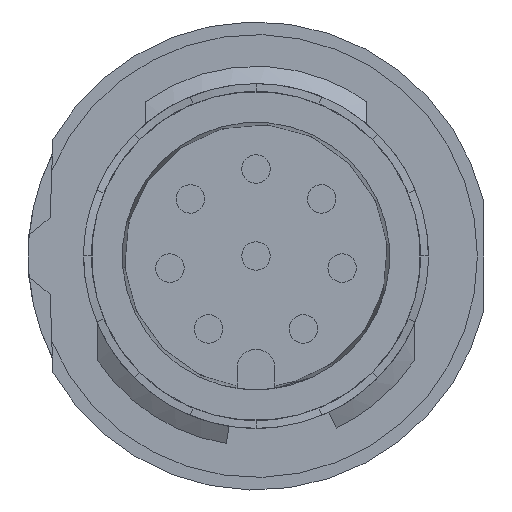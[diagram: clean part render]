
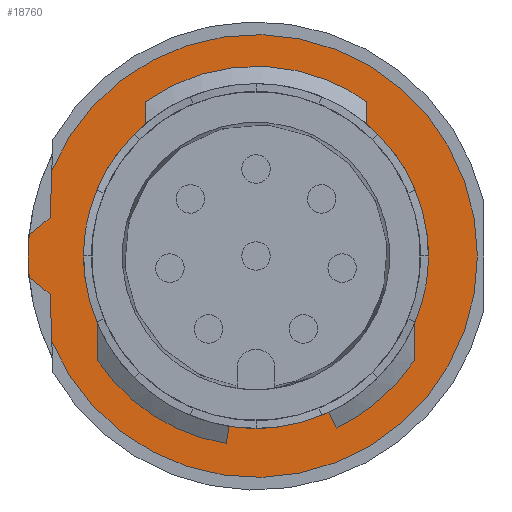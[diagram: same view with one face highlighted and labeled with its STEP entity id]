
A CAD part, left-side view. The second image highlights one B-rep face of the part: STEP entity #18760.
In plain terms, the highlighted planar face has unit normal (-1, 0, 0).
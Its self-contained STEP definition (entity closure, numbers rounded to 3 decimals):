
#5190=CARTESIAN_POINT('',(-37.178,5.264,
1.411));
#5200=VERTEX_POINT('',#5190);
#8260=CARTESIAN_POINT('',(-37.178,-5.264,
-1.411));
#8270=VERTEX_POINT('',#8260);
#8300=CARTESIAN_POINT('',(-37.178,0.,
0.));
#8310=DIRECTION('',(1.,0.,0.));
#8320=DIRECTION('',(0.,0.966,
0.259));
#8330=AXIS2_PLACEMENT_3D('',#8300,#8310,#8320);
#8340=CIRCLE('',#8330,5.45);
#8350=EDGE_CURVE('',#8270,#5200,#8340,.T.);
#18100=CARTESIAN_POINT('',(-37.178,-6.225,
0.));
#18110=DIRECTION('',(-1.,0.,0.));
#18120=DIRECTION('',(0.,0.,-1.));
#18130=AXIS2_PLACEMENT_3D('',#18100,#18110,#18120);
#18140=PLANE('',#18130);
#18150=EDGE_CURVE('',#5200,#8270,#8340,.T.);
#18160=ORIENTED_EDGE('',*,*,#18150,.T.);
#18170=ORIENTED_EDGE('',*,*,#8350,.T.);
#18180=EDGE_LOOP('',(#18170,#18160));
#18190=FACE_BOUND('',#18180,.T.);
#18200=CARTESIAN_POINT('',(-37.178,-6.975,
12.128));
#18210=DIRECTION('',(0.,-0.777,
0.629));
#18220=VECTOR('',#18210,1.);
#18230=LINE('',#18200,#18220);
#18240=CARTESIAN_POINT('',(-37.178,7.168,
0.675));
#18250=VERTEX_POINT('',#18240);
#18260=CARTESIAN_POINT('',(-37.178,6.507,
1.21));
#18270=VERTEX_POINT('',#18260);
#18280=EDGE_CURVE('',#18250,#18270,#18230,.T.);
#18290=ORIENTED_EDGE('',*,*,#18280,.F.);
#18300=CARTESIAN_POINT('',(-37.178,6.55,
0.));
#18310=DIRECTION('',(0.,-0.035,
0.999));
#18320=VECTOR('',#18310,1.);
#18330=LINE('',#18300,#18320);
#18340=CARTESIAN_POINT('',(-37.178,6.455,
2.708));
#18350=VERTEX_POINT('',#18340);
#18360=EDGE_CURVE('',#18270,#18350,#18330,.T.);
#18370=ORIENTED_EDGE('',*,*,#18360,.F.);
#18380=CARTESIAN_POINT('',(-37.178,0.,
0.));
#18390=DIRECTION('',(-1.,0.,0.));
#18400=DIRECTION('',(0.,0.,-1.));
#18410=AXIS2_PLACEMENT_3D('',#18380,#18390,#18400);
#18420=CIRCLE('',#18410,7.);
#18430=CARTESIAN_POINT('',(-37.178,6.455,
-2.708));
#18440=VERTEX_POINT('',#18430);
#18450=EDGE_CURVE('',#18440,#18350,#18420,.T.);
#18460=ORIENTED_EDGE('',*,*,#18450,.T.);
#18470=CARTESIAN_POINT('',(-37.178,6.55,
0.));
#18480=DIRECTION('',(0.,0.035,
0.999));
#18490=VECTOR('',#18480,1.);
#18500=LINE('',#18470,#18490);
#18510=CARTESIAN_POINT('',(-37.178,6.507,
-1.21));
#18520=VERTEX_POINT('',#18510);
#18530=EDGE_CURVE('',#18440,#18520,#18500,.T.);
#18540=ORIENTED_EDGE('',*,*,#18530,.F.);
#18550=CARTESIAN_POINT('',(-37.178,-6.975,
-12.128));
#18560=DIRECTION('',(0.,0.777,
0.629));
#18570=VECTOR('',#18560,1.);
#18580=LINE('',#18550,#18570);
#18590=CARTESIAN_POINT('',(-37.178,7.168,
-0.675));
#18600=VERTEX_POINT('',#18590);
#18610=EDGE_CURVE('',#18520,#18600,#18580,.T.);
#18620=ORIENTED_EDGE('',*,*,#18610,.F.);
#18630=CARTESIAN_POINT('',(-37.178,0.,
0.));
#18640=DIRECTION('',(1.,0.,0.));
#18650=DIRECTION('',(0.,1.,0.));
#18660=AXIS2_PLACEMENT_3D('',#18630,#18640,#18650);
#18670=CIRCLE('',#18660,7.2);
#18680=CARTESIAN_POINT('',(-37.178,7.2,
0.));
#18690=VERTEX_POINT('',#18680);
#18700=EDGE_CURVE('',#18600,#18690,#18670,.T.);
#18710=ORIENTED_EDGE('',*,*,#18700,.F.);
#18720=EDGE_CURVE('',#18690,#18250,#18670,.T.);
#18730=ORIENTED_EDGE('',*,*,#18720,.F.);
#18740=EDGE_LOOP('',(#18730,#18710,#18620,#18540,#18460,#18370,#18290));
#18750=FACE_OUTER_BOUND('',#18740,.T.);
#18760=ADVANCED_FACE('',(#18190,#18750),#18140,.T.);
